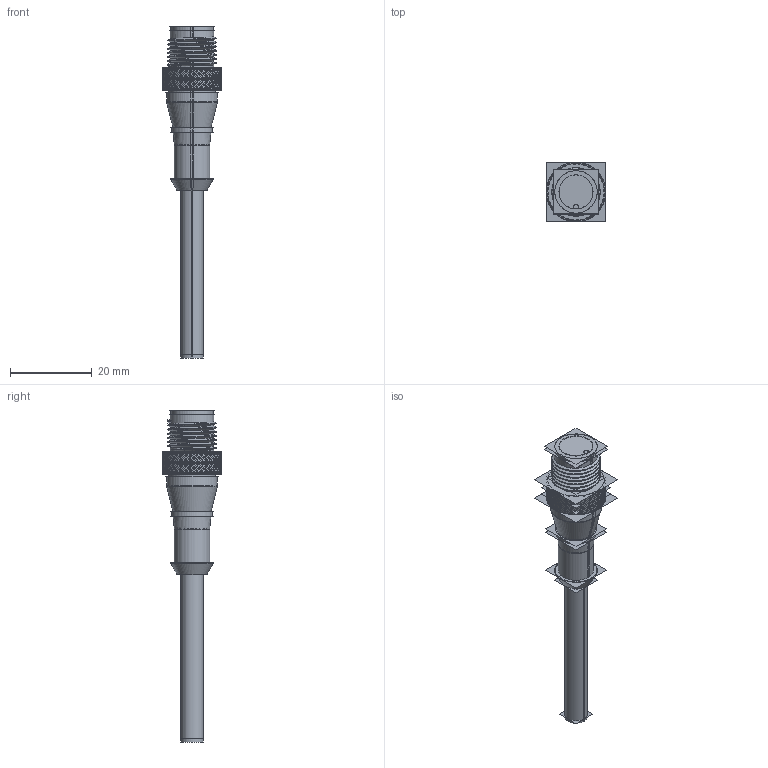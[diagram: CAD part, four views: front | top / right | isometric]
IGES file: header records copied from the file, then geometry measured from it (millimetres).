
Start section:  PTC IGES file: 223548.igs
Global section: file name: 223548.igs; native system: Creo Parametric by PTC Inc.; preprocessor: 2019292; author: PDMAdmin; organization: Unknown; date: 20210518.115116; units: millimetre
Bounding box: 14.56 x 14.56 x 80.98 mm (x, y, z)
Volume: 4128.4 mm3; surface area: 109569.2 mm2
Topology: 9 solids, 9 shells, 4238 faces, 19132 edges, 22950 vertices
Faces by surface type: bspline 3012, revolution 1226
